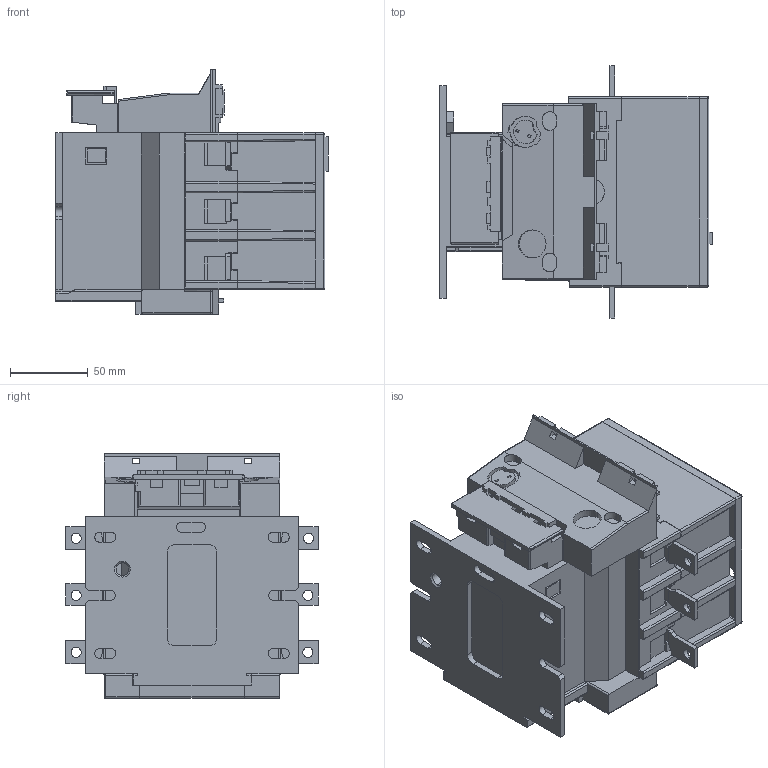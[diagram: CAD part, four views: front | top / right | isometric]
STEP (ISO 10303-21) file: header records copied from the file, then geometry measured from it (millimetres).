
FILE_DESCRIPTION (( 'STEP AP214' ), '1' );
FILE_NAME ('BLC1F185Q5.STEP', '2023-07-26T09:59:13', ( '' ), ( '' ), 'SwSTEP 2.0', 'SolidWorks 2022', '' );
FILE_SCHEMA (( 'AUTOMOTIVE_DESIGN' ));
Length unit declared in the file: millimetre
Products named in the file (1): BLC1F185Q5
Bounding box: 175 x 162.2 x 157.2 mm (x, y, z)
Volume: 1949622.2 mm3; surface area: 208551.6 mm2
Topology: 3 solids, 3 shells, 835 faces, 2338 edges, 1514 vertices
Faces by surface type: plane 670, cylinder 154, sphere 7, cone 2, torus 2
Entity records: 26480 total; most frequent: CARTESIAN_POINT 4914, ORIENTED_EDGE 4662, DIRECTION 4173, EDGE_CURVE 2331, VECTOR 2019, LINE 2019, VERTEX_POINT 1514, AXIS2_PLACEMENT_3D 1077
